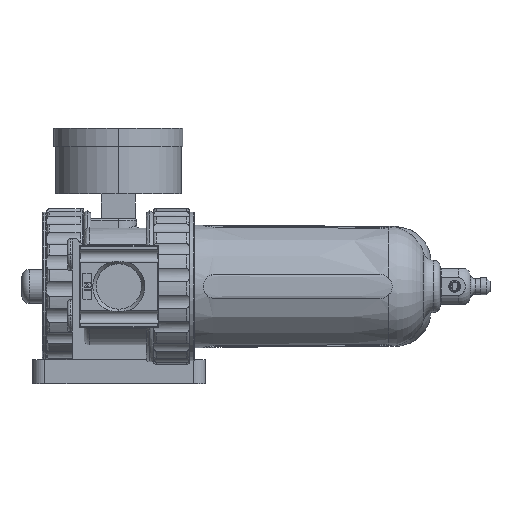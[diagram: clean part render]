
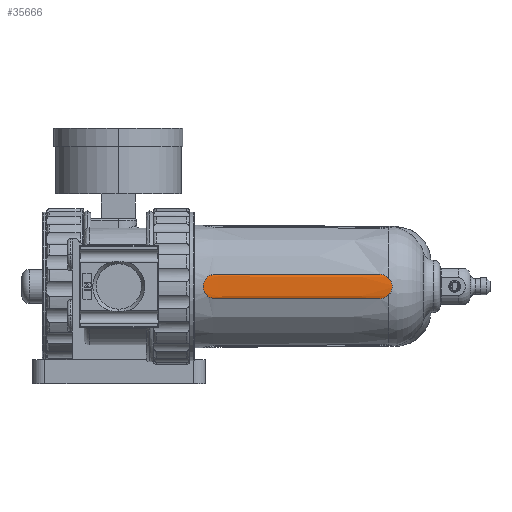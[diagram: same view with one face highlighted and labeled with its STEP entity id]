
A CAD part, left-side view. The second image highlights one B-rep face of the part: STEP entity #35666.
In plain terms, the highlighted conical face has half-angle 0.957 degrees and reference radius 22.538 mm.
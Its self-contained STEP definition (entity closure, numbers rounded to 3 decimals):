
#3968 = CARTESIAN_POINT ( 'NONE',  ( 0., 94.52, 24. ) ) ;
#8871 = ORIENTED_EDGE ( 'NONE', *, *, #51099, .F. ) ;
#11705 = VERTEX_POINT ( 'NONE', #38817 ) ;
#11837 = DIRECTION ( 'NONE',  ( 0., 1., -0.017 ) ) ;
#13725 = CONICAL_SURFACE ( 'NONE', #56551, 22.538, 0.017 ) ;
#13880 = CIRCLE ( 'NONE', #20990, 24. ) ;
#16886 = LINE ( 'NONE', #96197, #19816 ) ;
#19816 = VECTOR ( 'NONE', #11837, 1000. ) ;
#20990 = AXIS2_PLACEMENT_3D ( 'NONE', #88961, #32841, #98293 ) ;
#29697 = DIRECTION ( 'NONE',  ( 0., 1., 0. ) ) ;
#32841 = DIRECTION ( 'NONE',  ( 0., -1., 0. ) ) ;
#35666 = ADVANCED_FACE ( 'NONE', ( #113372 ), #13725, .T. ) ;
#35967 = ORIENTED_EDGE ( 'NONE', *, *, #42905, .T. ) ;
#36099 = VECTOR ( 'NONE', #96521, 1000. ) ;
#38817 = CARTESIAN_POINT ( 'NONE',  ( 0., 7.037, 22.538 ) ) ;
#42905 = EDGE_CURVE ( 'NONE', #107474, #95549, #13880, .T. ) ;
#43604 = CARTESIAN_POINT ( 'NONE',  ( 0., 7.037, 0. ) ) ;
#49905 = CARTESIAN_POINT ( 'NONE',  ( 0., 7.037, 22.538 ) ) ;
#51099 = EDGE_CURVE ( 'NONE', #102311, #95549, #16886, .T. ) ;
#53014 = DIRECTION ( 'NONE',  ( 0., 0., -1. ) ) ;
#56551 = AXIS2_PLACEMENT_3D ( 'NONE', #104205, #29697, #95173 ) ;
#60862 = ORIENTED_EDGE ( 'NONE', *, *, #119218, .T. ) ;
#64329 = ORIENTED_EDGE ( 'NONE', *, *, #95755, .F. ) ;
#68138 = CARTESIAN_POINT ( 'NONE',  ( 0., 94.52, -24. ) ) ;
#69147 = CARTESIAN_POINT ( 'NONE',  ( 0., 7.037, -22.538 ) ) ;
#74296 = EDGE_LOOP ( 'NONE', ( #8871, #64329, #60862, #35967 ) ) ;
#87570 = AXIS2_PLACEMENT_3D ( 'NONE', #43604, #109105, #53014 ) ;
#88961 = CARTESIAN_POINT ( 'NONE',  ( 0., 94.52, 0. ) ) ;
#95173 = DIRECTION ( 'NONE',  ( 0., 0., 1. ) ) ;
#95549 = VERTEX_POINT ( 'NONE', #68138 ) ;
#95755 = EDGE_CURVE ( 'NONE', #11705, #102311, #109546, .T. ) ;
#96197 = CARTESIAN_POINT ( 'NONE',  ( 0., 7.037, -22.538 ) ) ;
#96521 = DIRECTION ( 'NONE',  ( 0., 1., 0.017 ) ) ;
#98293 = DIRECTION ( 'NONE',  ( 0., 0., -1. ) ) ;
#102311 = VERTEX_POINT ( 'NONE', #69147 ) ;
#104205 = CARTESIAN_POINT ( 'NONE',  ( 0., 7.037, 0. ) ) ;
#107474 = VERTEX_POINT ( 'NONE', #3968 ) ;
#109105 = DIRECTION ( 'NONE',  ( 0., -1., 0. ) ) ;
#109546 = CIRCLE ( 'NONE', #87570, 22.538 ) ;
#113372 = FACE_OUTER_BOUND ( 'NONE', #74296, .T. ) ;
#113675 = LINE ( 'NONE', #49905, #36099 ) ;
#119218 = EDGE_CURVE ( 'NONE', #11705, #107474, #113675, .T. ) ;
